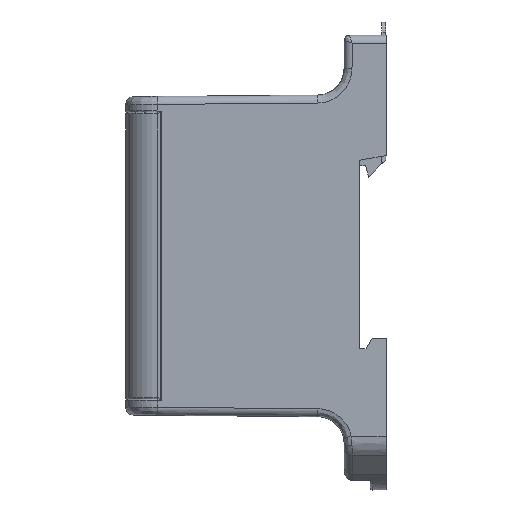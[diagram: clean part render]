
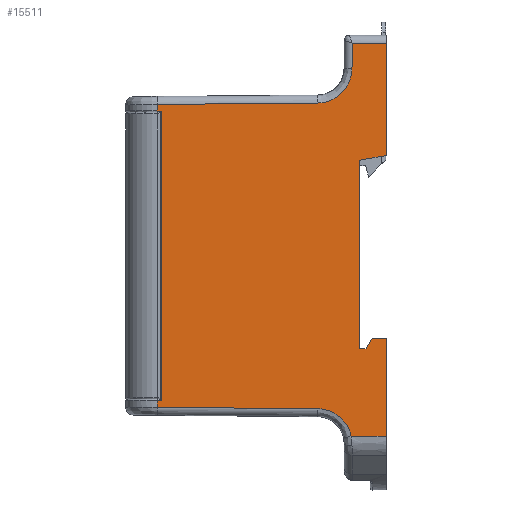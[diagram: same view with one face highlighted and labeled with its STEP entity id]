
A CAD part, left-side view. The second image highlights one B-rep face of the part: STEP entity #15511.
In plain terms, the highlighted planar face has unit normal (-1, 0.009, 0).
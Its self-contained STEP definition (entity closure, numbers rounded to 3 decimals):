
#803=CARTESIAN_POINT('',(-11.794,34.052,-27.255));
#810=DIRECTION('',(0.009,1.,-0.009));
#811=VECTOR('',#810,0.85);
#812=CARTESIAN_POINT('',(-11.802,33.203,-27.247));
#813=LINE('',#812,#811);
#832=CARTESIAN_POINT('',(-11.802,33.203,-27.247));
#901=DIRECTION('',(0.,0.,1.));
#902=VECTOR('',#901,54.495);
#903=CARTESIAN_POINT('',(-11.802,33.203,-27.247));
#904=LINE('',#903,#902);
#918=CARTESIAN_POINT('',(-11.802,33.203,27.247));
#942=DIRECTION('',(-0.009,-1.,-0.009));
#943=VECTOR('',#942,0.85);
#944=CARTESIAN_POINT('',(-11.794,34.052,27.255));
#945=LINE('',#944,#943);
#2605=CARTESIAN_POINT('',(-12.114,-2.559,
35.202));
#2606=CARTESIAN_POINT('',(-12.114,-2.556,
34.872));
#2607=CARTESIAN_POINT('',(-12.113,-2.501,
34.2));
#2608=CARTESIAN_POINT('',(-12.111,-2.235,
33.128));
#2609=CARTESIAN_POINT('',(-12.107,-1.764,
32.071));
#2610=CARTESIAN_POINT('',(-12.101,-1.092,
31.088));
#2611=CARTESIAN_POINT('',(-12.093,-0.244,
30.237));
#2612=CARTESIAN_POINT('',(-12.085,0.738,
29.562));
#2613=CARTESIAN_POINT('',(-12.076,1.797,29.087));
#2614=CARTESIAN_POINT('',(-12.066,2.875,28.817));
#2615=CARTESIAN_POINT('',(-12.06,3.552,28.761));
#2616=CARTESIAN_POINT('',(-12.057,3.884,28.759));
#2636=DIRECTION('',(0.,0.,-1.));
#2637=VECTOR('',#2636,21.118);
#2638=CARTESIAN_POINT('',(-12.17,-9.,40.));
#2639=LINE('',#2638,#2637);
#2640=DIRECTION('',(-0.009,-0.985,0.174));
#2641=VECTOR('',#2640,5.077);
#2642=CARTESIAN_POINT('',(-12.126,-4.,18.));
#2643=LINE('',#2642,#2641);
#2644=DIRECTION('',(0.,0.,1.));
#2645=VECTOR('',#2644,35.5);
#2646=CARTESIAN_POINT('',(-12.126,-4.,-17.5));
#2647=LINE('',#2646,#2645);
#2648=DIRECTION('',(0.009,1.,0.));
#2649=VECTOR('',#2648,1.2);
#2650=CARTESIAN_POINT('',(-12.137,-5.2,-17.5));
#2651=LINE('',#2650,#2649);
#2652=DIRECTION('',(0.004,0.5,-0.866));
#2653=VECTOR('',#2652,2.309);
#2654=CARTESIAN_POINT('',(-12.147,-6.355,-15.5));
#2655=LINE('',#2654,#2653);
#2656=DIRECTION('',(0.009,1.,0.));
#2657=VECTOR('',#2656,2.645);
#2658=CARTESIAN_POINT('',(-12.17,-9.,-15.5));
#2659=LINE('',#2658,#2657);
#2660=DIRECTION('',(0.,0.,-1.));
#2661=VECTOR('',#2660,18.471);
#2662=CARTESIAN_POINT('',(-12.17,-9.,-15.5));
#2663=LINE('',#2662,#2661);
#2668=DIRECTION('',(0.,0.,1.));
#2669=VECTOR('',#2668,1.24);
#2670=CARTESIAN_POINT('',(-11.794,34.052,27.255));
#2671=LINE('',#2670,#2669);
#2684=CARTESIAN_POINT('',(-11.794,34.052,27.255));
#3139=DIRECTION('',(0.009,1.,-0.009));
#3140=VECTOR('',#3139,30.17);
#3141=CARTESIAN_POINT('',(-12.057,3.884,28.759));
#3142=LINE('',#3141,#3140);
#3242=DIRECTION('',(0.,0.009,-1.));
#3243=VECTOR('',#3242,4.799);
#3244=CARTESIAN_POINT('',(-12.114,-2.6,40.));
#3245=LINE('',#3244,#3243);
#3258=CARTESIAN_POINT('',(-12.114,-2.6,40.));
#3285=CARTESIAN_POINT('',(-12.17,-9.,40.));
#3287=DIRECTION('',(-0.009,-1.,0.));
#3288=VECTOR('',#3287,6.4);
#3289=CARTESIAN_POINT('',(-12.114,-2.6,40.));
#3290=LINE('',#3289,#3288);
#5360=DIRECTION('',(-0.009,-1.,0.));
#5361=VECTOR('',#5360,6.568);
#5362=CARTESIAN_POINT('',(-12.112,-2.432,
-33.971));
#5363=LINE('',#5362,#5361);
#5424=CARTESIAN_POINT('',(-12.112,-2.432,
-33.971));
#5446=CARTESIAN_POINT('',(-12.112,-2.432,
-33.971));
#5447=CARTESIAN_POINT('',(-12.112,-2.348,
-33.555));
#5448=CARTESIAN_POINT('',(-12.11,-2.103,
-32.753));
#5449=CARTESIAN_POINT('',(-12.104,-1.494,
-31.613));
#5450=CARTESIAN_POINT('',(-12.097,-0.668,
-30.612));
#5451=CARTESIAN_POINT('',(-12.088,0.348,
-29.789));
#5452=CARTESIAN_POINT('',(-12.078,1.495,
-29.19));
#5453=CARTESIAN_POINT('',(-12.068,2.708,
-28.837));
#5454=CARTESIAN_POINT('',(-12.061,3.491,
-28.762));
#5455=CARTESIAN_POINT('',(-12.057,3.883,
-28.759));
#5466=DIRECTION('',(0.009,1.,0.009));
#5467=VECTOR('',#5466,30.172);
#5468=CARTESIAN_POINT('',(-12.057,3.883,
-28.759));
#5469=LINE('',#5468,#5467);
#5504=DIRECTION('',(0.,0.,1.));
#5505=VECTOR('',#5504,1.24);
#5506=CARTESIAN_POINT('',(-11.794,34.052,
-28.495));
#5507=LINE('',#5506,#5505);
#8775=CARTESIAN_POINT('',(-12.126,-4.,-17.5));
#8776=CARTESIAN_POINT('',(-12.126,-4.,18.));
#8777=VERTEX_POINT('',#8775);
#8778=VERTEX_POINT('',#8776);
#8779=CARTESIAN_POINT('',(-12.17,-9.,18.882));
#8780=VERTEX_POINT('',#8779);
#8799=CARTESIAN_POINT('',(-12.17,-9.,-15.5));
#8800=CARTESIAN_POINT('',(-12.17,-9.,-33.971));
#8801=VERTEX_POINT('',#8799);
#8802=VERTEX_POINT('',#8800);
#8803=CARTESIAN_POINT('',(-12.147,-6.355,-15.5));
#8804=VERTEX_POINT('',#8803);
#8805=CARTESIAN_POINT('',(-12.137,-5.2,-17.5));
#8806=VERTEX_POINT('',#8805);
#9782=VERTEX_POINT('',#3285);
#9906=VERTEX_POINT('',#5424);
#9909=VERTEX_POINT('',#5455);
#9912=CARTESIAN_POINT('',(-11.794,34.052,
-28.495));
#9913=VERTEX_POINT('',#9912);
#9957=VERTEX_POINT('',#2605);
#9958=VERTEX_POINT('',#2616);
#9961=CARTESIAN_POINT('',(-11.794,34.052,28.495));
#9962=VERTEX_POINT('',#9961);
#9985=VERTEX_POINT('',#3258);
#10209=VERTEX_POINT('',#803);
#10248=VERTEX_POINT('',#2684);
#10369=VERTEX_POINT('',#918);
#10426=VERTEX_POINT('',#832);
#15472=CARTESIAN_POINT('',(-12.1,-1.,-35.189));
#15473=DIRECTION('',(-1.,0.009,0.));
#15474=DIRECTION('',(0.,0.,1.));
#15475=AXIS2_PLACEMENT_3D('',#15472,#15473,#15474);
#15476=PLANE('',#15475);
#15477=ORIENTED_EDGE('',*,*,#12157,.T.);
#15478=ORIENTED_EDGE('',*,*,#12226,.F.);
#15480=ORIENTED_EDGE('',*,*,#15479,.T.);
#15482=ORIENTED_EDGE('',*,*,#15481,.F.);
#15483=ORIENTED_EDGE('',*,*,#15462,.F.);
#15485=ORIENTED_EDGE('',*,*,#15484,.F.);
#15487=ORIENTED_EDGE('',*,*,#15486,.T.);
#15488=ORIENTED_EDGE('',*,*,#14778,.T.);
#15490=ORIENTED_EDGE('',*,*,#15489,.F.);
#15492=ORIENTED_EDGE('',*,*,#15491,.F.);
#15494=ORIENTED_EDGE('',*,*,#15493,.F.);
#15496=ORIENTED_EDGE('',*,*,#15495,.F.);
#15498=ORIENTED_EDGE('',*,*,#15497,.F.);
#15499=ORIENTED_EDGE('',*,*,#14813,.T.);
#15501=ORIENTED_EDGE('',*,*,#15500,.F.);
#15503=ORIENTED_EDGE('',*,*,#15502,.T.);
#15505=ORIENTED_EDGE('',*,*,#15504,.T.);
#15507=ORIENTED_EDGE('',*,*,#15506,.T.);
#15508=ORIENTED_EDGE('',*,*,#11986,.F.);
#15509=EDGE_LOOP('',(#15477,#15478,#15480,#15482,#15483,#15485,#15487,#15488,
#15490,#15492,#15494,#15496,#15498,#15499,#15501,#15503,#15505,#15507,#15508));
#15510=FACE_OUTER_BOUND('',#15509,.F.);
#15511=ADVANCED_FACE('',(#15510),#15476,.T.);
#2617=B_SPLINE_CURVE_WITH_KNOTS('',3,(#2605,#2606,#2607,#2608,#2609,#2610,#2611,
#2612,#2613,#2614,#2615,#2616),.UNSPECIFIED.,.F.,.F.,(4,1,1,1,1,1,1,1,1,4),
(0.,0.111,0.222,0.333,0.444,
0.556,0.667,0.778,0.889,1.),
.UNSPECIFIED.);
#5456=B_SPLINE_CURVE_WITH_KNOTS('',3,(#5446,#5447,#5448,#5449,#5450,#5451,#5452,
#5453,#5454,#5455),.UNSPECIFIED.,.F.,.F.,(4,1,1,1,1,1,1,4),(0.,
0.143,0.286,0.429,0.571,
0.714,0.857,1.),.UNSPECIFIED.);
#11986=EDGE_CURVE('',#10426,#10209,#813,.T.);
#12157=EDGE_CURVE('',#10426,#10369,#904,.T.);
#12226=EDGE_CURVE('',#10248,#10369,#945,.T.);
#14778=EDGE_CURVE('',#9782,#8780,#2639,.T.);
#14813=EDGE_CURVE('',#8801,#8802,#2663,.T.);
#15462=EDGE_CURVE('',#9957,#9958,#2617,.T.);
#15479=EDGE_CURVE('',#10248,#9962,#2671,.T.);
#15481=EDGE_CURVE('',#9958,#9962,#3142,.T.);
#15484=EDGE_CURVE('',#9985,#9957,#3245,.T.);
#15486=EDGE_CURVE('',#9985,#9782,#3290,.T.);
#15489=EDGE_CURVE('',#8778,#8780,#2643,.T.);
#15491=EDGE_CURVE('',#8777,#8778,#2647,.T.);
#15493=EDGE_CURVE('',#8806,#8777,#2651,.T.);
#15495=EDGE_CURVE('',#8804,#8806,#2655,.T.);
#15497=EDGE_CURVE('',#8801,#8804,#2659,.T.);
#15500=EDGE_CURVE('',#9906,#8802,#5363,.T.);
#15502=EDGE_CURVE('',#9906,#9909,#5456,.T.);
#15504=EDGE_CURVE('',#9909,#9913,#5469,.T.);
#15506=EDGE_CURVE('',#9913,#10209,#5507,.T.);
